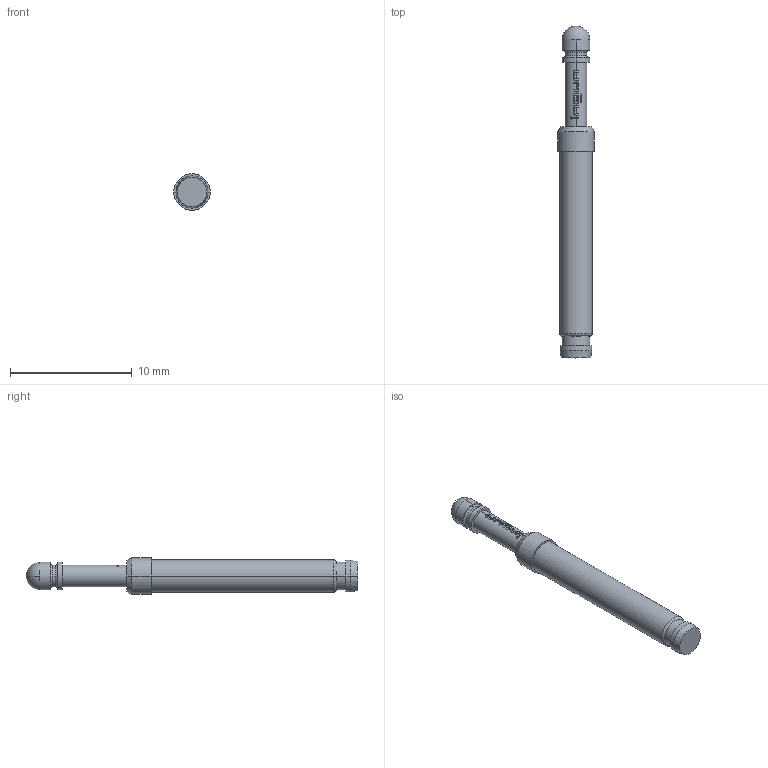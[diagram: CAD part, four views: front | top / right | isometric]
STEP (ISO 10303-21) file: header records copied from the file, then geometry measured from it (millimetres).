
FILE_DESCRIPTION (( 'STEP AP203' ), '1' );
FILE_NAME ('INGUN_HSS-120_305_230_A_xx02.STEP', '2022-02-04T08:26:26', ( 'ochi' ), ( '' ), 'SwSTEP 2.0', 'SolidWorks 2018', '' );
FILE_SCHEMA (( 'CONFIG_CONTROL_DESIGN' ));
Length unit declared in the file: millimetre
Products named in the file (1): INGUN_HSS-120_305_230_A_xx02
Bounding box: 3 x 27.3 x 3 mm (x, y, z)
Volume: 129.5 mm3; surface area: 225.4 mm2
Topology: 1 solids, 1 shells, 107 faces, 285 edges, 185 vertices
Faces by surface type: plane 47, cylinder 26, bspline 22, torus 6, cone 4, sphere 2
Entity records: 3696 total; most frequent: CARTESIAN_POINT 1096, ORIENTED_EDGE 566, DIRECTION 477, EDGE_CURVE 283, AXIS2_PLACEMENT_3D 194, VERTEX_POINT 185, EDGE_LOOP 114, CIRCLE 108
